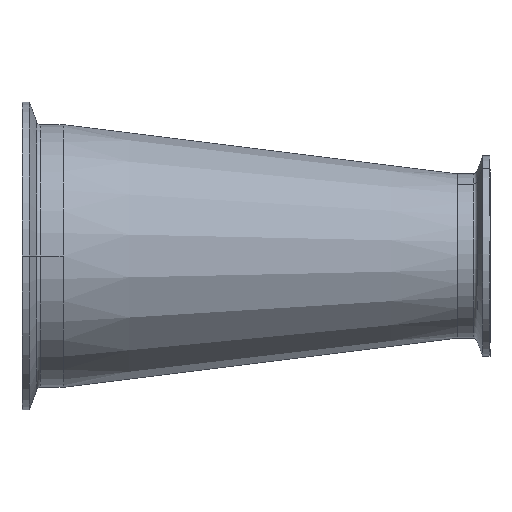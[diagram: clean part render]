
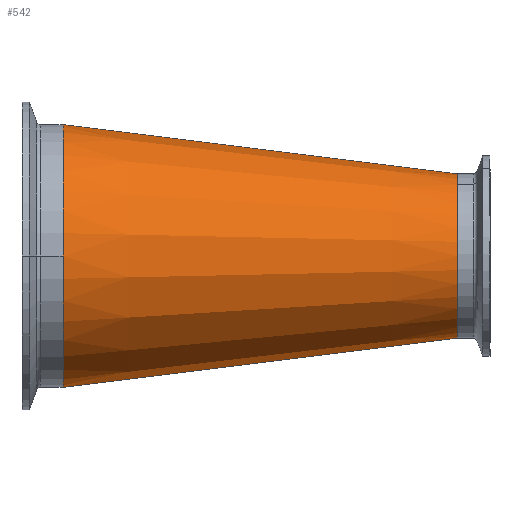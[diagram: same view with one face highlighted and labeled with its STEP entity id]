
A CAD part, left-side view. The second image highlights one B-rep face of the part: STEP entity #542.
In plain terms, the highlighted conical face has half-angle 7.125 degrees and reference radius 31.75 mm.
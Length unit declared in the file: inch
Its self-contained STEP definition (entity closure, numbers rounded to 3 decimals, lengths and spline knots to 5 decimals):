
#121 = DIRECTION ( 'NONE',  ( 0., 1., 0. ) ) ;
#185 = AXIS2_PLACEMENT_3D ( 'NONE', #787, #121, #1050 ) ;
#192 = DIRECTION ( 'NONE',  ( 0., 1., 0. ) ) ;
#215 = CARTESIAN_POINT ( 'NONE',  ( 0., 0., 1.25 ) ) ;
#222 = CONICAL_SURFACE ( 'NONE', #1398, 1.25, 0.124 ) ;
#258 = VECTOR ( 'NONE', #768, 39.37008 ) ;
#376 = ORIENTED_EDGE ( 'NONE', *, *, #763, .F. ) ;
#450 = CIRCLE ( 'NONE', #1182, 1.25 ) ;
#457 = DIRECTION ( 'NONE',  ( 0., 0., 1. ) ) ;
#470 = DIRECTION ( 'NONE',  ( 0., 1., 0. ) ) ;
#542 = ADVANCED_FACE ( 'NONE', ( #1199 ), #222, .T. ) ;
#604 = VERTEX_POINT ( 'NONE', #1525 ) ;
#619 = EDGE_CURVE ( 'NONE', #604, #668, #450, .T. ) ;
#632 = DIRECTION ( 'NONE',  ( 0., 0.992, 0.124 ) ) ;
#668 = VERTEX_POINT ( 'NONE', #215 ) ;
#689 = VERTEX_POINT ( 'NONE', #1548 ) ;
#697 = LINE ( 'NONE', #1296, #258 ) ;
#763 = EDGE_CURVE ( 'NONE', #604, #1458, #697, .T. ) ;
#768 = DIRECTION ( 'NONE',  ( 0., 0.992, -0.124 ) ) ;
#787 = CARTESIAN_POINT ( 'NONE',  ( 0., 6., 0. ) ) ;
#828 = EDGE_LOOP ( 'NONE', ( #376, #1061, #1124, #843 ) ) ;
#843 = ORIENTED_EDGE ( 'NONE', *, *, #1353, .F. ) ;
#844 = CARTESIAN_POINT ( 'NONE',  ( 0., 0., 0. ) ) ;
#870 = CARTESIAN_POINT ( 'NONE',  ( 0., 0., 0. ) ) ;
#1024 = CARTESIAN_POINT ( 'NONE',  ( 0., 0., 1.25 ) ) ;
#1050 = DIRECTION ( 'NONE',  ( 0., 0., 1. ) ) ;
#1061 = ORIENTED_EDGE ( 'NONE', *, *, #619, .T. ) ;
#1124 = ORIENTED_EDGE ( 'NONE', *, *, #1221, .T. ) ;
#1182 = AXIS2_PLACEMENT_3D ( 'NONE', #870, #470, #457 ) ;
#1199 = FACE_OUTER_BOUND ( 'NONE', #828, .T. ) ;
#1221 = EDGE_CURVE ( 'NONE', #668, #689, #1273, .T. ) ;
#1273 = LINE ( 'NONE', #1024, #1293 ) ;
#1293 = VECTOR ( 'NONE', #632, 39.37008 ) ;
#1296 = CARTESIAN_POINT ( 'NONE',  ( 0., 0., -1.25 ) ) ;
#1353 = EDGE_CURVE ( 'NONE', #1458, #689, #1678, .T. ) ;
#1398 = AXIS2_PLACEMENT_3D ( 'NONE', #844, #192, #1404 ) ;
#1404 = DIRECTION ( 'NONE',  ( 0., 0., 1. ) ) ;
#1458 = VERTEX_POINT ( 'NONE', #1659 ) ;
#1525 = CARTESIAN_POINT ( 'NONE',  ( 0., 0., -1.25 ) ) ;
#1548 = CARTESIAN_POINT ( 'NONE',  ( 0., 6., 2. ) ) ;
#1659 = CARTESIAN_POINT ( 'NONE',  ( 0., 6., -2. ) ) ;
#1678 = CIRCLE ( 'NONE', #185, 2. ) ;
